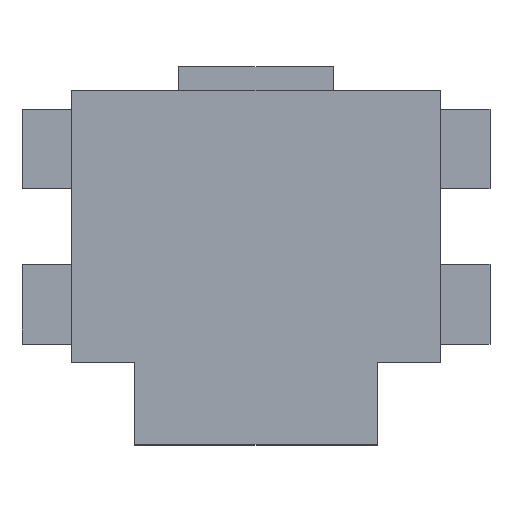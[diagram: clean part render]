
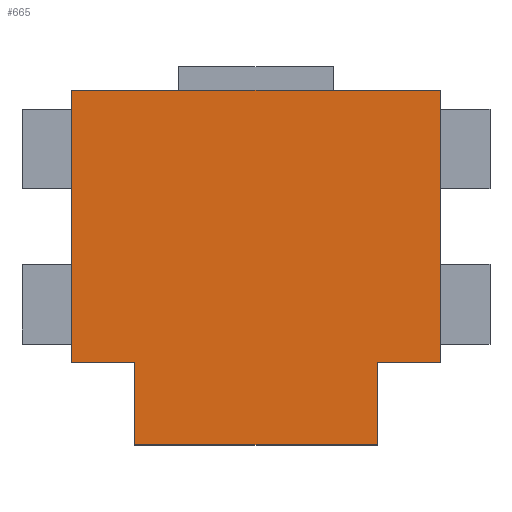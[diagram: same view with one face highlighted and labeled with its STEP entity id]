
A CAD part, top view. The second image highlights one B-rep face of the part: STEP entity #665.
In plain terms, the highlighted planar face has unit normal (0, 0, 1).
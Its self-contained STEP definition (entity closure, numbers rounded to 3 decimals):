
#43 = VERTEX_POINT('',#44);
#44 = CARTESIAN_POINT('',(-1.25,-2.25,1.42));
#51 = PLANE('',#52);
#52 = AXIS2_PLACEMENT_3D('',#53,#54,#55);
#53 = CARTESIAN_POINT('',(-1.25,-2.25,0.));
#54 = DIRECTION('',(0.,1.,0.));
#55 = DIRECTION('',(1.,0.,0.));
#63 = PLANE('',#64);
#64 = AXIS2_PLACEMENT_3D('',#65,#66,#67);
#65 = CARTESIAN_POINT('',(-1.25,-1.4,0.));
#66 = DIRECTION('',(1.,0.,-0.));
#67 = DIRECTION('',(0.,-1.,0.));
#75 = EDGE_CURVE('',#43,#76,#78,.T.);
#76 = VERTEX_POINT('',#77);
#77 = CARTESIAN_POINT('',(1.25,-2.25,1.42));
#78 = SURFACE_CURVE('',#79,(#83,#90),.PCURVE_S1.);
#79 = LINE('',#80,#81);
#80 = CARTESIAN_POINT('',(-1.25,-2.25,1.42));
#81 = VECTOR('',#82,1.);
#82 = DIRECTION('',(1.,0.,0.));
#83 = PCURVE('',#51,#84);
#84 = DEFINITIONAL_REPRESENTATION('',(#85),#89);
#85 = LINE('',#86,#87);
#86 = CARTESIAN_POINT('',(0.,-1.42));
#87 = VECTOR('',#88,1.);
#88 = DIRECTION('',(1.,0.));
#89 = ( GEOMETRIC_REPRESENTATION_CONTEXT(2) 
PARAMETRIC_REPRESENTATION_CONTEXT() REPRESENTATION_CONTEXT('2D SPACE',''
  ) );
#90 = PCURVE('',#91,#96);
#91 = PLANE('',#92);
#92 = AXIS2_PLACEMENT_3D('',#93,#94,#95);
#93 = CARTESIAN_POINT('',(0.,-0.351,1.42));
#94 = DIRECTION('',(0.,0.,1.));
#95 = DIRECTION('',(0.,1.,0.));
#96 = DEFINITIONAL_REPRESENTATION('',(#97),#101);
#97 = LINE('',#98,#99);
#98 = CARTESIAN_POINT('',(-1.899,1.25));
#99 = VECTOR('',#100,1.);
#100 = DIRECTION('',(0.,-1.));
#101 = ( GEOMETRIC_REPRESENTATION_CONTEXT(2) 
PARAMETRIC_REPRESENTATION_CONTEXT() REPRESENTATION_CONTEXT('2D SPACE',''
  ) );
#119 = PLANE('',#120);
#120 = AXIS2_PLACEMENT_3D('',#121,#122,#123);
#121 = CARTESIAN_POINT('',(1.25,-2.25,0.));
#122 = DIRECTION('',(-1.,0.,0.));
#123 = DIRECTION('',(0.,1.,0.));
#161 = EDGE_CURVE('',#76,#162,#164,.T.);
#162 = VERTEX_POINT('',#163);
#163 = CARTESIAN_POINT('',(1.25,-1.4,1.42));
#164 = SURFACE_CURVE('',#165,(#169,#176),.PCURVE_S1.);
#165 = LINE('',#166,#167);
#166 = CARTESIAN_POINT('',(1.25,-2.25,1.42));
#167 = VECTOR('',#168,1.);
#168 = DIRECTION('',(0.,1.,0.));
#169 = PCURVE('',#119,#170);
#170 = DEFINITIONAL_REPRESENTATION('',(#171),#175);
#171 = LINE('',#172,#173);
#172 = CARTESIAN_POINT('',(0.,-1.42));
#173 = VECTOR('',#174,1.);
#174 = DIRECTION('',(1.,0.));
#175 = ( GEOMETRIC_REPRESENTATION_CONTEXT(2) 
PARAMETRIC_REPRESENTATION_CONTEXT() REPRESENTATION_CONTEXT('2D SPACE',''
  ) );
#176 = PCURVE('',#91,#177);
#177 = DEFINITIONAL_REPRESENTATION('',(#178),#182);
#178 = LINE('',#179,#180);
#179 = CARTESIAN_POINT('',(-1.899,-1.25));
#180 = VECTOR('',#181,1.);
#181 = DIRECTION('',(1.,0.));
#182 = ( GEOMETRIC_REPRESENTATION_CONTEXT(2) 
PARAMETRIC_REPRESENTATION_CONTEXT() REPRESENTATION_CONTEXT('2D SPACE',''
  ) );
#200 = PLANE('',#201);
#201 = AXIS2_PLACEMENT_3D('',#202,#203,#204);
#202 = CARTESIAN_POINT('',(1.25,-1.4,0.));
#203 = DIRECTION('',(0.,1.,0.));
#204 = DIRECTION('',(1.,0.,0.));
#237 = EDGE_CURVE('',#162,#238,#240,.T.);
#238 = VERTEX_POINT('',#239);
#239 = CARTESIAN_POINT('',(1.9,-1.4,1.42));
#240 = SURFACE_CURVE('',#241,(#245,#252),.PCURVE_S1.);
#241 = LINE('',#242,#243);
#242 = CARTESIAN_POINT('',(1.25,-1.4,1.42));
#243 = VECTOR('',#244,1.);
#244 = DIRECTION('',(1.,0.,0.));
#245 = PCURVE('',#200,#246);
#246 = DEFINITIONAL_REPRESENTATION('',(#247),#251);
#247 = LINE('',#248,#249);
#248 = CARTESIAN_POINT('',(0.,-1.42));
#249 = VECTOR('',#250,1.);
#250 = DIRECTION('',(1.,0.));
#251 = ( GEOMETRIC_REPRESENTATION_CONTEXT(2) 
PARAMETRIC_REPRESENTATION_CONTEXT() REPRESENTATION_CONTEXT('2D SPACE',''
  ) );
#252 = PCURVE('',#91,#253);
#253 = DEFINITIONAL_REPRESENTATION('',(#254),#258);
#254 = LINE('',#255,#256);
#255 = CARTESIAN_POINT('',(-1.049,-1.25));
#256 = VECTOR('',#257,1.);
#257 = DIRECTION('',(0.,-1.));
#258 = ( GEOMETRIC_REPRESENTATION_CONTEXT(2) 
PARAMETRIC_REPRESENTATION_CONTEXT() REPRESENTATION_CONTEXT('2D SPACE',''
  ) );
#276 = PLANE('',#277);
#277 = AXIS2_PLACEMENT_3D('',#278,#279,#280);
#278 = CARTESIAN_POINT('',(1.9,-1.4,0.));
#279 = DIRECTION('',(-1.,0.,0.));
#280 = DIRECTION('',(0.,1.,0.));
#313 = EDGE_CURVE('',#238,#314,#316,.T.);
#314 = VERTEX_POINT('',#315);
#315 = CARTESIAN_POINT('',(1.9,1.4,1.42));
#316 = SURFACE_CURVE('',#317,(#321,#328),.PCURVE_S1.);
#317 = LINE('',#318,#319);
#318 = CARTESIAN_POINT('',(1.9,-1.4,1.42));
#319 = VECTOR('',#320,1.);
#320 = DIRECTION('',(0.,1.,0.));
#321 = PCURVE('',#276,#322);
#322 = DEFINITIONAL_REPRESENTATION('',(#323),#327);
#323 = LINE('',#324,#325);
#324 = CARTESIAN_POINT('',(0.,-1.42));
#325 = VECTOR('',#326,1.);
#326 = DIRECTION('',(1.,0.));
#327 = ( GEOMETRIC_REPRESENTATION_CONTEXT(2) 
PARAMETRIC_REPRESENTATION_CONTEXT() REPRESENTATION_CONTEXT('2D SPACE',''
  ) );
#328 = PCURVE('',#91,#329);
#329 = DEFINITIONAL_REPRESENTATION('',(#330),#334);
#330 = LINE('',#331,#332);
#331 = CARTESIAN_POINT('',(-1.049,-1.9));
#332 = VECTOR('',#333,1.);
#333 = DIRECTION('',(1.,0.));
#334 = ( GEOMETRIC_REPRESENTATION_CONTEXT(2) 
PARAMETRIC_REPRESENTATION_CONTEXT() REPRESENTATION_CONTEXT('2D SPACE',''
  ) );
#352 = PLANE('',#353);
#353 = AXIS2_PLACEMENT_3D('',#354,#355,#356);
#354 = CARTESIAN_POINT('',(1.9,1.4,0.));
#355 = DIRECTION('',(0.,-1.,0.));
#356 = DIRECTION('',(-1.,0.,0.));
#389 = EDGE_CURVE('',#314,#390,#392,.T.);
#390 = VERTEX_POINT('',#391);
#391 = CARTESIAN_POINT('',(-1.9,1.4,1.42));
#392 = SURFACE_CURVE('',#393,(#397,#404),.PCURVE_S1.);
#393 = LINE('',#394,#395);
#394 = CARTESIAN_POINT('',(1.9,1.4,1.42));
#395 = VECTOR('',#396,1.);
#396 = DIRECTION('',(-1.,0.,0.));
#397 = PCURVE('',#352,#398);
#398 = DEFINITIONAL_REPRESENTATION('',(#399),#403);
#399 = LINE('',#400,#401);
#400 = CARTESIAN_POINT('',(0.,-1.42));
#401 = VECTOR('',#402,1.);
#402 = DIRECTION('',(1.,0.));
#403 = ( GEOMETRIC_REPRESENTATION_CONTEXT(2) 
PARAMETRIC_REPRESENTATION_CONTEXT() REPRESENTATION_CONTEXT('2D SPACE',''
  ) );
#404 = PCURVE('',#91,#405);
#405 = DEFINITIONAL_REPRESENTATION('',(#406),#410);
#406 = LINE('',#407,#408);
#407 = CARTESIAN_POINT('',(1.751,-1.9));
#408 = VECTOR('',#409,1.);
#409 = DIRECTION('',(0.,1.));
#410 = ( GEOMETRIC_REPRESENTATION_CONTEXT(2) 
PARAMETRIC_REPRESENTATION_CONTEXT() REPRESENTATION_CONTEXT('2D SPACE',''
  ) );
#428 = PLANE('',#429);
#429 = AXIS2_PLACEMENT_3D('',#430,#431,#432);
#430 = CARTESIAN_POINT('',(-1.9,1.4,0.));
#431 = DIRECTION('',(1.,0.,-0.));
#432 = DIRECTION('',(0.,-1.,0.));
#465 = EDGE_CURVE('',#390,#466,#468,.T.);
#466 = VERTEX_POINT('',#467);
#467 = CARTESIAN_POINT('',(-1.9,-1.4,1.42));
#468 = SURFACE_CURVE('',#469,(#473,#480),.PCURVE_S1.);
#469 = LINE('',#470,#471);
#470 = CARTESIAN_POINT('',(-1.9,1.4,1.42));
#471 = VECTOR('',#472,1.);
#472 = DIRECTION('',(0.,-1.,0.));
#473 = PCURVE('',#428,#474);
#474 = DEFINITIONAL_REPRESENTATION('',(#475),#479);
#475 = LINE('',#476,#477);
#476 = CARTESIAN_POINT('',(0.,-1.42));
#477 = VECTOR('',#478,1.);
#478 = DIRECTION('',(1.,0.));
#479 = ( GEOMETRIC_REPRESENTATION_CONTEXT(2) 
PARAMETRIC_REPRESENTATION_CONTEXT() REPRESENTATION_CONTEXT('2D SPACE',''
  ) );
#480 = PCURVE('',#91,#481);
#481 = DEFINITIONAL_REPRESENTATION('',(#482),#486);
#482 = LINE('',#483,#484);
#483 = CARTESIAN_POINT('',(1.751,1.9));
#484 = VECTOR('',#485,1.);
#485 = DIRECTION('',(-1.,0.));
#486 = ( GEOMETRIC_REPRESENTATION_CONTEXT(2) 
PARAMETRIC_REPRESENTATION_CONTEXT() REPRESENTATION_CONTEXT('2D SPACE',''
  ) );
#504 = PLANE('',#505);
#505 = AXIS2_PLACEMENT_3D('',#506,#507,#508);
#506 = CARTESIAN_POINT('',(-1.9,-1.4,0.));
#507 = DIRECTION('',(0.,1.,0.));
#508 = DIRECTION('',(1.,0.,0.));
#541 = EDGE_CURVE('',#466,#542,#544,.T.);
#542 = VERTEX_POINT('',#543);
#543 = CARTESIAN_POINT('',(-1.25,-1.4,1.42));
#544 = SURFACE_CURVE('',#545,(#549,#556),.PCURVE_S1.);
#545 = LINE('',#546,#547);
#546 = CARTESIAN_POINT('',(-1.9,-1.4,1.42));
#547 = VECTOR('',#548,1.);
#548 = DIRECTION('',(1.,0.,0.));
#549 = PCURVE('',#504,#550);
#550 = DEFINITIONAL_REPRESENTATION('',(#551),#555);
#551 = LINE('',#552,#553);
#552 = CARTESIAN_POINT('',(0.,-1.42));
#553 = VECTOR('',#554,1.);
#554 = DIRECTION('',(1.,0.));
#555 = ( GEOMETRIC_REPRESENTATION_CONTEXT(2) 
PARAMETRIC_REPRESENTATION_CONTEXT() REPRESENTATION_CONTEXT('2D SPACE',''
  ) );
#556 = PCURVE('',#91,#557);
#557 = DEFINITIONAL_REPRESENTATION('',(#558),#562);
#558 = LINE('',#559,#560);
#559 = CARTESIAN_POINT('',(-1.049,1.9));
#560 = VECTOR('',#561,1.);
#561 = DIRECTION('',(0.,-1.));
#562 = ( GEOMETRIC_REPRESENTATION_CONTEXT(2) 
PARAMETRIC_REPRESENTATION_CONTEXT() REPRESENTATION_CONTEXT('2D SPACE',''
  ) );
#612 = EDGE_CURVE('',#542,#43,#613,.T.);
#613 = SURFACE_CURVE('',#614,(#618,#625),.PCURVE_S1.);
#614 = LINE('',#615,#616);
#615 = CARTESIAN_POINT('',(-1.25,-1.4,1.42));
#616 = VECTOR('',#617,1.);
#617 = DIRECTION('',(0.,-1.,0.));
#618 = PCURVE('',#63,#619);
#619 = DEFINITIONAL_REPRESENTATION('',(#620),#624);
#620 = LINE('',#621,#622);
#621 = CARTESIAN_POINT('',(0.,-1.42));
#622 = VECTOR('',#623,1.);
#623 = DIRECTION('',(1.,0.));
#624 = ( GEOMETRIC_REPRESENTATION_CONTEXT(2) 
PARAMETRIC_REPRESENTATION_CONTEXT() REPRESENTATION_CONTEXT('2D SPACE',''
  ) );
#625 = PCURVE('',#91,#626);
#626 = DEFINITIONAL_REPRESENTATION('',(#627),#631);
#627 = LINE('',#628,#629);
#628 = CARTESIAN_POINT('',(-1.049,1.25));
#629 = VECTOR('',#630,1.);
#630 = DIRECTION('',(-1.,0.));
#631 = ( GEOMETRIC_REPRESENTATION_CONTEXT(2) 
PARAMETRIC_REPRESENTATION_CONTEXT() REPRESENTATION_CONTEXT('2D SPACE',''
  ) );
#665 = ADVANCED_FACE('',(#666),#91,.T.);
#666 = FACE_BOUND('',#667,.T.);
#667 = EDGE_LOOP('',(#668,#669,#670,#671,#672,#673,#674,#675));
#668 = ORIENTED_EDGE('',*,*,#75,.T.);
#669 = ORIENTED_EDGE('',*,*,#161,.T.);
#670 = ORIENTED_EDGE('',*,*,#237,.T.);
#671 = ORIENTED_EDGE('',*,*,#313,.T.);
#672 = ORIENTED_EDGE('',*,*,#389,.T.);
#673 = ORIENTED_EDGE('',*,*,#465,.T.);
#674 = ORIENTED_EDGE('',*,*,#541,.T.);
#675 = ORIENTED_EDGE('',*,*,#612,.T.);
